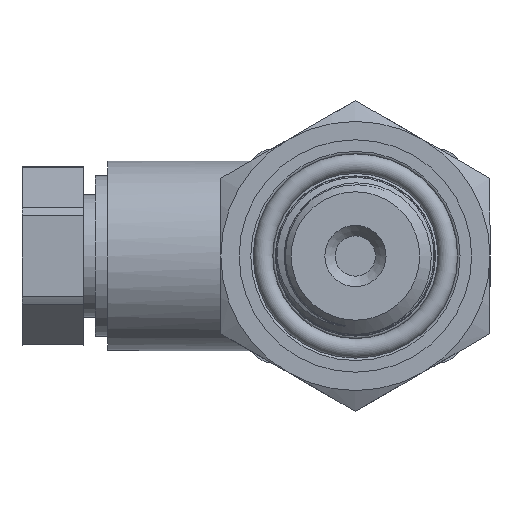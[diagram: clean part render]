
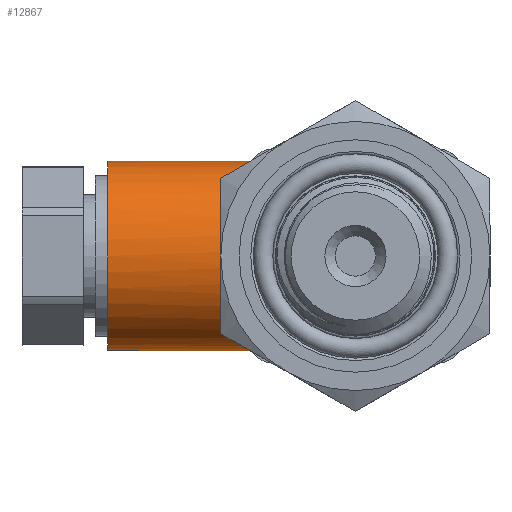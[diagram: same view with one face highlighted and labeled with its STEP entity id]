
A CAD part, left-side view. The second image highlights one B-rep face of the part: STEP entity #12867.
In plain terms, the highlighted cylindrical face has radius 7.75 mm (diameter 15.5 mm), a full revolution.
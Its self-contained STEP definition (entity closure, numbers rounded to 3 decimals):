
#34=ELLIPSE('',#13436,7.752,7.75);
#1347=FACE_OUTER_BOUND('',#2113,.T.);
#2113=EDGE_LOOP('',(#11651,#11652,#11653,#11654,#11655,#11656,#11657,#11658,
#11659,#11660,#11661,#11662,#11663));
#2303=CIRCLE('',#13434,7.75);
#2304=CIRCLE('',#13435,7.75);
#2305=CIRCLE('',#13437,7.75);
#2306=CIRCLE('',#13438,7.75);
#2307=CIRCLE('',#13439,7.75);
#3212=B_SPLINE_CURVE_WITH_KNOTS('',3,(#33418,#33419,#33420,#33421,#33422,
#33423),.UNSPECIFIED.,.F.,.F.,(4,2,4),(-1.208,-1.012,
-0.815),.UNSPECIFIED.);
#3221=B_SPLINE_CURVE_WITH_KNOTS('',3,(#36508,#36509,#36510,#36511,#36512,
#36513),.UNSPECIFIED.,.F.,.F.,(4,2,4),(-0.394,-0.197,
0.),.UNSPECIFIED.);
#3222=B_SPLINE_CURVE_WITH_KNOTS('',3,(#36515,#36516,#36517,#36518,#36519,
#36520),.UNSPECIFIED.,.F.,.F.,(4,2,4),(-1.208,-1.012,
-0.815),.UNSPECIFIED.);
#3223=B_SPLINE_CURVE_WITH_KNOTS('',3,(#36524,#36525,#36526,#36527,#36528,
#36529,#36530,#36531,#36532,#36533),.UNSPECIFIED.,.F.,.F.,(4,2,2,2,4),(-1.982,
-1.821,-1.654,-1.486,-1.325),
 .UNSPECIFIED.);
#3224=B_SPLINE_CURVE_WITH_KNOTS('',3,(#36536,#36537,#36538,#36539,#36540,
#36541),.UNSPECIFIED.,.F.,.F.,(4,2,4),(-0.394,-0.197,
0.),.UNSPECIFIED.);
#3993=LINE('',#36500,#4855);
#4855=VECTOR('',#15241,7.75);
#6123=VERTEX_POINT('',#33415);
#6124=VERTEX_POINT('',#33417);
#6130=VERTEX_POINT('',#36498);
#6131=VERTEX_POINT('',#36501);
#6132=VERTEX_POINT('',#36503);
#6133=VERTEX_POINT('',#36505);
#6134=VERTEX_POINT('',#36507);
#6135=VERTEX_POINT('',#36514);
#6136=VERTEX_POINT('',#36521);
#6137=VERTEX_POINT('',#36523);
#6138=VERTEX_POINT('',#36534);
#7992=EDGE_CURVE('',#6124,#6123,#3212,.T.);
#8005=EDGE_CURVE('',#6130,#6130,#2303,.T.);
#8006=EDGE_CURVE('',#6130,#6124,#3993,.T.);
#8007=EDGE_CURVE('',#6123,#6131,#2304,.F.);
#8008=EDGE_CURVE('',#6131,#6132,#34,.F.);
#8009=EDGE_CURVE('',#6132,#6133,#2305,.F.);
#8010=EDGE_CURVE('',#6133,#6134,#3221,.T.);
#8011=EDGE_CURVE('',#6134,#6135,#3222,.T.);
#8012=EDGE_CURVE('',#6135,#6136,#2306,.F.);
#8013=EDGE_CURVE('',#6136,#6137,#3223,.T.);
#8014=EDGE_CURVE('',#6137,#6138,#2307,.F.);
#8015=EDGE_CURVE('',#6138,#6124,#3224,.T.);
#11651=ORIENTED_EDGE('',*,*,#8005,.T.);
#11652=ORIENTED_EDGE('',*,*,#8006,.T.);
#11653=ORIENTED_EDGE('',*,*,#7992,.T.);
#11654=ORIENTED_EDGE('',*,*,#8007,.T.);
#11655=ORIENTED_EDGE('',*,*,#8008,.T.);
#11656=ORIENTED_EDGE('',*,*,#8009,.T.);
#11657=ORIENTED_EDGE('',*,*,#8010,.T.);
#11658=ORIENTED_EDGE('',*,*,#8011,.T.);
#11659=ORIENTED_EDGE('',*,*,#8012,.T.);
#11660=ORIENTED_EDGE('',*,*,#8013,.T.);
#11661=ORIENTED_EDGE('',*,*,#8014,.T.);
#11662=ORIENTED_EDGE('',*,*,#8015,.T.);
#11663=ORIENTED_EDGE('',*,*,#8006,.F.);
#12188=CYLINDRICAL_SURFACE('',#13433,7.75);
#12867=ADVANCED_FACE('',(#1347),#12188,.T.);
#13433=AXIS2_PLACEMENT_3D('',#36497,#15237,#15238);
#13434=AXIS2_PLACEMENT_3D('',#36499,#15239,#15240);
#13435=AXIS2_PLACEMENT_3D('',#36502,#15242,#15243);
#13436=AXIS2_PLACEMENT_3D('',#36504,#15244,#15245);
#13437=AXIS2_PLACEMENT_3D('',#36506,#15246,#15247);
#13438=AXIS2_PLACEMENT_3D('',#36522,#15248,#15249);
#13439=AXIS2_PLACEMENT_3D('',#36535,#15250,#15251);
#15237=DIRECTION('center_axis',(0.,1.,0.));
#15238=DIRECTION('ref_axis',(0.,0.,-1.));
#15239=DIRECTION('center_axis',(0.,-1.,0.));
#15240=DIRECTION('ref_axis',(0.,0.,-1.));
#15241=DIRECTION('',(0.,-1.,0.));
#15242=DIRECTION('center_axis',(0.,-1.,0.));
#15243=DIRECTION('ref_axis',(0.,0.,-1.));
#15244=DIRECTION('center_axis',(-0.021,-1.,
0.));
#15245=DIRECTION('ref_axis',(1.,-0.021,0.));
#15246=DIRECTION('center_axis',(0.,-1.,0.));
#15247=DIRECTION('ref_axis',(0.,0.,-1.));
#15248=DIRECTION('center_axis',(0.,-1.,0.));
#15249=DIRECTION('ref_axis',(0.,0.,-1.));
#15250=DIRECTION('center_axis',(0.,-1.,0.));
#15251=DIRECTION('ref_axis',(0.,0.,-1.));
#33415=CARTESIAN_POINT('',(3.808,7.75,6.75));
#33417=CARTESIAN_POINT('',(0.,6.75,7.75));
#33418=CARTESIAN_POINT('Ctrl Pts',(0.,6.75,7.75));
#33419=CARTESIAN_POINT('Ctrl Pts',(0.618,6.972,7.75));
#33420=CARTESIAN_POINT('Ctrl Pts',(1.289,7.215,7.672));
#33421=CARTESIAN_POINT('Ctrl Pts',(2.598,7.602,7.333));
#33422=CARTESIAN_POINT('Ctrl Pts',(3.236,7.75,7.072));
#33423=CARTESIAN_POINT('Ctrl Pts',(3.808,7.75,6.75));
#36497=CARTESIAN_POINT('Origin',(0.,3.5,0.));
#36498=CARTESIAN_POINT('',(0.,20.25,7.75));
#36499=CARTESIAN_POINT('Origin',(0.,20.25,0.));
#36500=CARTESIAN_POINT('',(0.,3.5,7.75));
#36501=CARTESIAN_POINT('',(6.5,7.75,4.22));
#36502=CARTESIAN_POINT('Origin',(0.,7.75,0.));
#36503=CARTESIAN_POINT('',(6.5,7.75,-4.22));
#36504=CARTESIAN_POINT('Origin',(0.,7.885,0.));
#36505=CARTESIAN_POINT('',(3.808,7.75,-6.75));
#36506=CARTESIAN_POINT('Origin',(0.,7.75,0.));
#36507=CARTESIAN_POINT('',(0.,6.75,-7.75));
#36508=CARTESIAN_POINT('Ctrl Pts',(3.808,7.75,-6.75));
#36509=CARTESIAN_POINT('Ctrl Pts',(3.236,7.75,-7.072));
#36510=CARTESIAN_POINT('Ctrl Pts',(2.598,7.602,-7.333));
#36511=CARTESIAN_POINT('Ctrl Pts',(1.289,7.215,-7.672));
#36512=CARTESIAN_POINT('Ctrl Pts',(0.618,6.972,-7.75));
#36513=CARTESIAN_POINT('Ctrl Pts',(0.,6.75,-7.75));
#36514=CARTESIAN_POINT('',(-3.808,7.75,-6.75));
#36515=CARTESIAN_POINT('Ctrl Pts',(0.,6.75,-7.75));
#36516=CARTESIAN_POINT('Ctrl Pts',(-0.618,6.972,-7.75));
#36517=CARTESIAN_POINT('Ctrl Pts',(-1.289,7.215,-7.672));
#36518=CARTESIAN_POINT('Ctrl Pts',(-2.598,7.602,-7.333));
#36519=CARTESIAN_POINT('Ctrl Pts',(-3.236,7.75,-7.072));
#36520=CARTESIAN_POINT('Ctrl Pts',(-3.808,7.75,-6.75));
#36521=CARTESIAN_POINT('',(-7.,7.75,-3.326));
#36522=CARTESIAN_POINT('Origin',(0.,7.75,0.));
#36523=CARTESIAN_POINT('',(-7.,7.75,3.326));
#36524=CARTESIAN_POINT('Ctrl Pts',(-7.,7.75,-3.326));
#36525=CARTESIAN_POINT('Ctrl Pts',(-7.232,7.75,-2.839));
#36526=CARTESIAN_POINT('Ctrl Pts',(-7.424,7.668,-2.295));
#36527=CARTESIAN_POINT('Ctrl Pts',(-7.686,7.495,-1.157));
#36528=CARTESIAN_POINT('Ctrl Pts',(-7.75,7.411,-0.559));
#36529=CARTESIAN_POINT('Ctrl Pts',(-7.75,7.411,0.559));
#36530=CARTESIAN_POINT('Ctrl Pts',(-7.686,7.495,1.157));
#36531=CARTESIAN_POINT('Ctrl Pts',(-7.424,7.668,2.295));
#36532=CARTESIAN_POINT('Ctrl Pts',(-7.232,7.75,2.839));
#36533=CARTESIAN_POINT('Ctrl Pts',(-7.,7.75,3.326));
#36534=CARTESIAN_POINT('',(-3.808,7.75,6.75));
#36535=CARTESIAN_POINT('Origin',(0.,7.75,0.));
#36536=CARTESIAN_POINT('Ctrl Pts',(-3.808,7.75,6.75));
#36537=CARTESIAN_POINT('Ctrl Pts',(-3.236,7.75,7.072));
#36538=CARTESIAN_POINT('Ctrl Pts',(-2.598,7.602,7.333));
#36539=CARTESIAN_POINT('Ctrl Pts',(-1.289,7.215,7.672));
#36540=CARTESIAN_POINT('Ctrl Pts',(-0.618,6.972,7.75));
#36541=CARTESIAN_POINT('Ctrl Pts',(0.,6.75,7.75));
